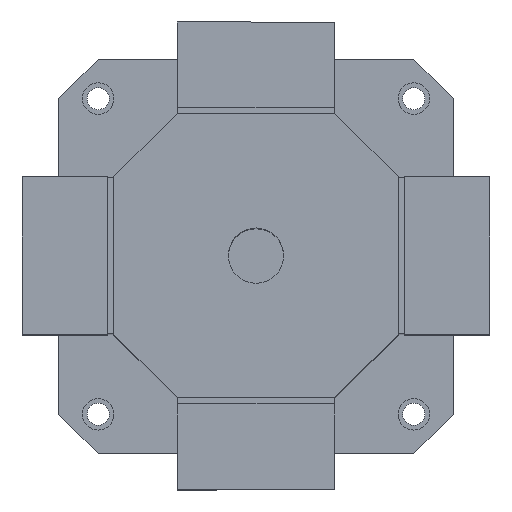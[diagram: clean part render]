
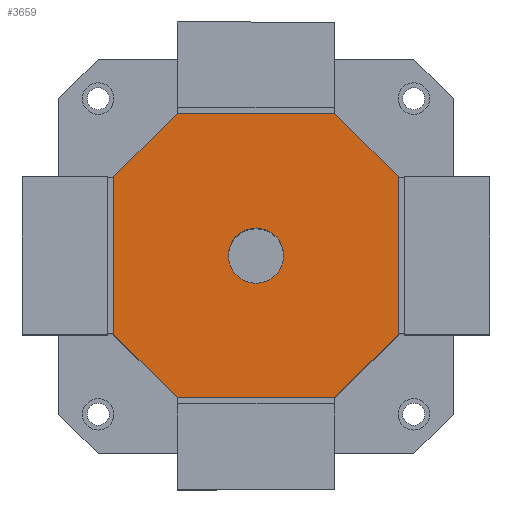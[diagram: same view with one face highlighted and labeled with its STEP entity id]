
A CAD part, top view. The second image highlights one B-rep face of the part: STEP entity #3659.
In plain terms, the highlighted planar face has unit normal (0, 0, 1).
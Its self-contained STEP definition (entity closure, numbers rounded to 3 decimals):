
#17 = ORIENTED_EDGE ( 'NONE', *, *, #3580, .T. ) ;
#30 = VECTOR ( 'NONE', #3670, 1000. ) ;
#59 = AXIS2_PLACEMENT_3D ( 'NONE', #3639, #766, #3014 ) ;
#66 = VERTEX_POINT ( 'NONE', #355 ) ;
#70 = EDGE_CURVE ( 'NONE', #2369, #375, #554, .T. ) ;
#128 = DIRECTION ( 'NONE',  ( -1., 0., 0. ) ) ;
#144 = VECTOR ( 'NONE', #3676, 1000. ) ;
#321 = DIRECTION ( 'NONE',  ( -0.707, 0.707, 0. ) ) ;
#355 = CARTESIAN_POINT ( 'NONE',  ( -50., 90., 150. ) ) ;
#375 = VERTEX_POINT ( 'NONE', #714 ) ;
#421 = VECTOR ( 'NONE', #321, 1000. ) ;
#432 = LINE ( 'NONE', #4641, #3229 ) ;
#511 = CARTESIAN_POINT ( 'NONE',  ( -90., -50., 150. ) ) ;
#554 = LINE ( 'NONE', #3557, #30 ) ;
#639 = LINE ( 'NONE', #1902, #3448 ) ;
#696 = FACE_OUTER_BOUND ( 'NONE', #3263, .T. ) ;
#714 = CARTESIAN_POINT ( 'NONE',  ( 90., -50., 150. ) ) ;
#759 = ORIENTED_EDGE ( 'NONE', *, *, #2011, .T. ) ;
#766 = DIRECTION ( 'NONE',  ( 0., 0., 1. ) ) ;
#841 = DIRECTION ( 'NONE',  ( 0., 0., -1. ) ) ;
#874 = FACE_BOUND ( 'NONE', #1440, .T. ) ;
#891 = LINE ( 'NONE', #2806, #1459 ) ;
#983 = VERTEX_POINT ( 'NONE', #1113 ) ;
#1007 = DIRECTION ( 'NONE',  ( -1., 0., 0. ) ) ;
#1059 = CIRCLE ( 'NONE', #2704, 17.5 ) ;
#1113 = CARTESIAN_POINT ( 'NONE',  ( -90., 50., 150. ) ) ;
#1158 = EDGE_CURVE ( 'NONE', #3038, #4181, #3012, .T. ) ;
#1203 = DIRECTION ( 'NONE',  ( 0.707, -0.707, 0. ) ) ;
#1334 = DIRECTION ( 'NONE',  ( 0., -1., 0. ) ) ;
#1396 = LINE ( 'NONE', #2079, #421 ) ;
#1440 = EDGE_LOOP ( 'NONE', ( #1557, #2564 ) ) ;
#1459 = VECTOR ( 'NONE', #4280, 1000. ) ;
#1520 = CARTESIAN_POINT ( 'NONE',  ( 50., 90., 150. ) ) ;
#1544 = EDGE_CURVE ( 'NONE', #3939, #66, #1626, .T. ) ;
#1557 = ORIENTED_EDGE ( 'NONE', *, *, #3242, .T. ) ;
#1567 = ORIENTED_EDGE ( 'NONE', *, *, #2046, .T. ) ;
#1626 = LINE ( 'NONE', #4321, #2837 ) ;
#1662 = EDGE_CURVE ( 'NONE', #66, #983, #1687, .T. ) ;
#1687 = LINE ( 'NONE', #2202, #144 ) ;
#1902 = CARTESIAN_POINT ( 'NONE',  ( 90., -90., 150. ) ) ;
#2011 = EDGE_CURVE ( 'NONE', #983, #3038, #432, .T. ) ;
#2046 = EDGE_CURVE ( 'NONE', #4181, #2369, #891, .T. ) ;
#2079 = CARTESIAN_POINT ( 'NONE',  ( 90., 50., 150. ) ) ;
#2155 = VECTOR ( 'NONE', #1203, 1000. ) ;
#2202 = CARTESIAN_POINT ( 'NONE',  ( -50., 90., 150. ) ) ;
#2220 = PLANE ( 'NONE',  #59 ) ;
#2236 = EDGE_CURVE ( 'NONE', #4042, #3196, #4740, .T. ) ;
#2347 = CARTESIAN_POINT ( 'NONE',  ( 50., -90., 150. ) ) ;
#2369 = VERTEX_POINT ( 'NONE', #2347 ) ;
#2500 = VERTEX_POINT ( 'NONE', #4588 ) ;
#2509 = DIRECTION ( 'NONE',  ( -1., 0., 0. ) ) ;
#2564 = ORIENTED_EDGE ( 'NONE', *, *, #2236, .T. ) ;
#2604 = ORIENTED_EDGE ( 'NONE', *, *, #70, .T. ) ;
#2620 = DIRECTION ( 'NONE',  ( 0., 1., 0. ) ) ;
#2635 = ORIENTED_EDGE ( 'NONE', *, *, #1662, .T. ) ;
#2704 = AXIS2_PLACEMENT_3D ( 'NONE', #4663, #4287, #2509 ) ;
#2785 = CARTESIAN_POINT ( 'NONE',  ( -50., -90., 150. ) ) ;
#2806 = CARTESIAN_POINT ( 'NONE',  ( -90., -90., 150. ) ) ;
#2837 = VECTOR ( 'NONE', #1007, 1000. ) ;
#3012 = LINE ( 'NONE', #3020, #2155 ) ;
#3014 = DIRECTION ( 'NONE',  ( 1., 0., 0. ) ) ;
#3020 = CARTESIAN_POINT ( 'NONE',  ( -90., -50., 150. ) ) ;
#3038 = VERTEX_POINT ( 'NONE', #511 ) ;
#3196 = VERTEX_POINT ( 'NONE', #3528 ) ;
#3220 = ORIENTED_EDGE ( 'NONE', *, *, #1158, .T. ) ;
#3229 = VECTOR ( 'NONE', #1334, 1000. ) ;
#3242 = EDGE_CURVE ( 'NONE', #3196, #4042, #1059, .T. ) ;
#3261 = EDGE_CURVE ( 'NONE', #2500, #3939, #1396, .T. ) ;
#3263 = EDGE_LOOP ( 'NONE', ( #3220, #1567, #2604, #17, #4691, #4108, #2635, #759 ) ) ;
#3343 = CARTESIAN_POINT ( 'NONE',  ( 0., 0., 150. ) ) ;
#3448 = VECTOR ( 'NONE', #2620, 1000. ) ;
#3528 = CARTESIAN_POINT ( 'NONE',  ( -17.5, 0., 150. ) ) ;
#3557 = CARTESIAN_POINT ( 'NONE',  ( 50., -90., 150. ) ) ;
#3580 = EDGE_CURVE ( 'NONE', #375, #2500, #639, .T. ) ;
#3639 = CARTESIAN_POINT ( 'NONE',  ( -90., -90., 150. ) ) ;
#3659 = ADVANCED_FACE ( 'NONE', ( #874, #696 ), #2220, .T. ) ;
#3670 = DIRECTION ( 'NONE',  ( 0.707, 0.707, 0. ) ) ;
#3676 = DIRECTION ( 'NONE',  ( -0.707, -0.707, 0. ) ) ;
#3814 = CARTESIAN_POINT ( 'NONE',  ( 17.5, 0., 150. ) ) ;
#3939 = VERTEX_POINT ( 'NONE', #1520 ) ;
#3972 = AXIS2_PLACEMENT_3D ( 'NONE', #3343, #841, #128 ) ;
#4042 = VERTEX_POINT ( 'NONE', #3814 ) ;
#4108 = ORIENTED_EDGE ( 'NONE', *, *, #1544, .T. ) ;
#4181 = VERTEX_POINT ( 'NONE', #2785 ) ;
#4280 = DIRECTION ( 'NONE',  ( 1., 0., 0. ) ) ;
#4287 = DIRECTION ( 'NONE',  ( 0., 0., -1. ) ) ;
#4321 = CARTESIAN_POINT ( 'NONE',  ( -90., 90., 150. ) ) ;
#4588 = CARTESIAN_POINT ( 'NONE',  ( 90., 50., 150. ) ) ;
#4641 = CARTESIAN_POINT ( 'NONE',  ( -90., -90., 150. ) ) ;
#4663 = CARTESIAN_POINT ( 'NONE',  ( 0., 0., 150. ) ) ;
#4691 = ORIENTED_EDGE ( 'NONE', *, *, #3261, .T. ) ;
#4740 = CIRCLE ( 'NONE', #3972, 17.5 ) ;
